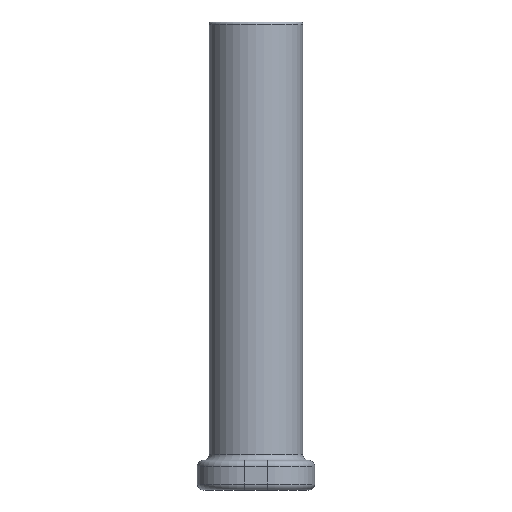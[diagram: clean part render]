
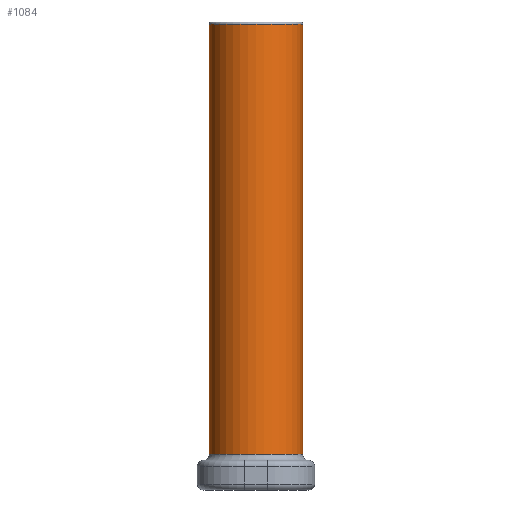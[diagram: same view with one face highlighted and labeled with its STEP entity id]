
A CAD part, front view. The second image highlights one B-rep face of the part: STEP entity #1084.
In plain terms, the highlighted cylindrical face has radius 3.95 mm (diameter 7.9 mm), a full revolution.
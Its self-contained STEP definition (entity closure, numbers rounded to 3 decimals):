
#91=FACE_OUTER_BOUND('',#156,.T.);
#156=EDGE_LOOP('',(#881,#882,#883,#884));
#208=CIRCLE('',#1202,3.95);
#209=CIRCLE('',#1204,3.95);
#330=LINE('',#2608,#386);
#386=VECTOR('',#1462,3.95);
#488=VERTEX_POINT('',#2602);
#489=VERTEX_POINT('',#2606);
#640=EDGE_CURVE('',#488,#488,#208,.T.);
#641=EDGE_CURVE('',#489,#489,#209,.T.);
#642=EDGE_CURVE('',#489,#488,#330,.T.);
#881=ORIENTED_EDGE('',*,*,#641,.F.);
#882=ORIENTED_EDGE('',*,*,#642,.T.);
#883=ORIENTED_EDGE('',*,*,#640,.F.);
#884=ORIENTED_EDGE('',*,*,#642,.F.);
#1026=CYLINDRICAL_SURFACE('',#1203,3.95);
#1084=ADVANCED_FACE('',(#91),#1026,.T.);
#1202=AXIS2_PLACEMENT_3D('',#2604,#1456,#1457);
#1203=AXIS2_PLACEMENT_3D('',#2605,#1458,#1459);
#1204=AXIS2_PLACEMENT_3D('',#2607,#1460,#1461);
#1456=DIRECTION('center_axis',(0.,0.,-1.));
#1457=DIRECTION('ref_axis',(1.,0.,0.));
#1458=DIRECTION('center_axis',(0.,0.,1.));
#1459=DIRECTION('ref_axis',(1.,0.,0.));
#1460=DIRECTION('center_axis',(0.,0.,1.));
#1461=DIRECTION('ref_axis',(1.,0.,0.));
#1462=DIRECTION('',(0.,0.,-1.));
#2602=CARTESIAN_POINT('',(-3.95,0.,0.5));
#2604=CARTESIAN_POINT('Origin',(0.,0.,
0.5));
#2605=CARTESIAN_POINT('Origin',(0.,0.,
0.));
#2606=CARTESIAN_POINT('',(-3.95,0.,36.8));
#2607=CARTESIAN_POINT('Origin',(0.,0.,
36.8));
#2608=CARTESIAN_POINT('',(-3.95,0.,0.));
